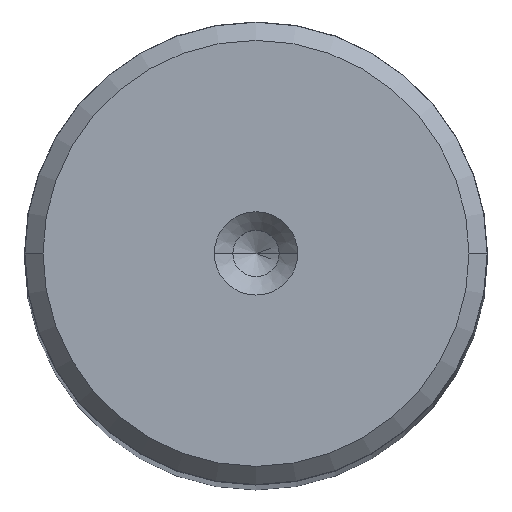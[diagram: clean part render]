
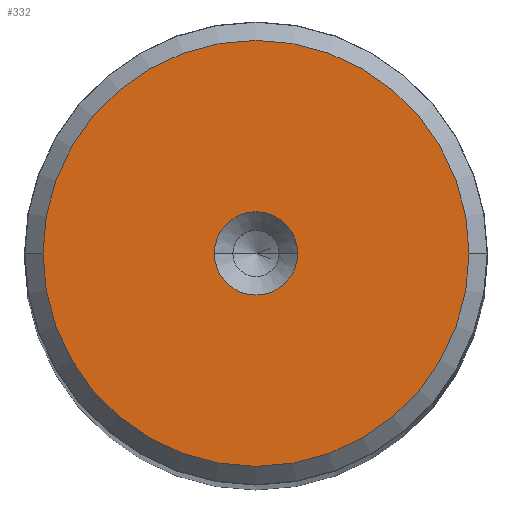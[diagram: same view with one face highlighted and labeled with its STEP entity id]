
A CAD part, top view. The second image highlights one B-rep face of the part: STEP entity #332.
In plain terms, the highlighted planar face has unit normal (0, 0, 1).
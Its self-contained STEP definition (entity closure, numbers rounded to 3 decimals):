
#45 = CARTESIAN_POINT ( 'NONE',  ( 2.25, 0., 160. ) ) ;
#59 = CARTESIAN_POINT ( 'NONE',  ( 0., 0., 160. ) ) ;
#141 = AXIS2_PLACEMENT_3D ( 'NONE', #59, #878, #273 ) ;
#159 = DIRECTION ( 'NONE',  ( 0., 0., 1. ) ) ;
#185 = DIRECTION ( 'NONE',  ( 0., 0., 1. ) ) ;
#210 = VERTEX_POINT ( 'NONE', #602 ) ;
#241 = ORIENTED_EDGE ( 'NONE', *, *, #2077, .T. ) ;
#273 = DIRECTION ( 'NONE',  ( 1., 0., 0. ) ) ;
#294 = ORIENTED_EDGE ( 'NONE', *, *, #847, .F. ) ;
#332 = ADVANCED_FACE ( 'NONE', ( #1374, #816 ), #1375, .T. ) ;
#404 = DIRECTION ( 'NONE',  ( 1., 0., 0. ) ) ;
#505 = EDGE_LOOP ( 'NONE', ( #2668, #241 ) ) ;
#602 = CARTESIAN_POINT ( 'NONE',  ( 11.509, 0., 160. ) ) ;
#623 = AXIS2_PLACEMENT_3D ( 'NONE', #1628, #159, #2221 ) ;
#816 = FACE_OUTER_BOUND ( 'NONE', #505, .T. ) ;
#846 = CIRCLE ( 'NONE', #1669, 2.25 ) ;
#847 = EDGE_CURVE ( 'NONE', #1470, #1622, #846, .T. ) ;
#872 = CIRCLE ( 'NONE', #141, 11.509 ) ;
#878 = DIRECTION ( 'NONE',  ( 0., 0., 1. ) ) ;
#881 = CARTESIAN_POINT ( 'NONE',  ( 0., 0., 160. ) ) ;
#966 = CARTESIAN_POINT ( 'NONE',  ( 0., 0., 160. ) ) ;
#984 = DIRECTION ( 'NONE',  ( 1., 0., 0. ) ) ;
#1210 = CARTESIAN_POINT ( 'NONE',  ( 0., 0., 160. ) ) ;
#1365 = CARTESIAN_POINT ( 'NONE',  ( -2.25, 0., 160. ) ) ;
#1374 = FACE_BOUND ( 'NONE', #2479, .T. ) ;
#1375 = PLANE ( 'NONE',  #623 ) ;
#1470 = VERTEX_POINT ( 'NONE', #45 ) ;
#1498 = AXIS2_PLACEMENT_3D ( 'NONE', #966, #185, #984 ) ;
#1516 = CARTESIAN_POINT ( 'NONE',  ( -11.509, 0., 160. ) ) ;
#1534 = AXIS2_PLACEMENT_3D ( 'NONE', #1210, #2256, #1795 ) ;
#1567 = VERTEX_POINT ( 'NONE', #1516 ) ;
#1622 = VERTEX_POINT ( 'NONE', #1365 ) ;
#1628 = CARTESIAN_POINT ( 'NONE',  ( 0., 0., 160. ) ) ;
#1669 = AXIS2_PLACEMENT_3D ( 'NONE', #881, #2331, #404 ) ;
#1783 = EDGE_CURVE ( 'NONE', #1567, #210, #872, .T. ) ;
#1795 = DIRECTION ( 'NONE',  ( 1., 0., 0. ) ) ;
#2006 = EDGE_CURVE ( 'NONE', #1622, #1470, #2502, .T. ) ;
#2077 = EDGE_CURVE ( 'NONE', #210, #1567, #2300, .T. ) ;
#2221 = DIRECTION ( 'NONE',  ( 1., 0., 0. ) ) ;
#2237 = ORIENTED_EDGE ( 'NONE', *, *, #2006, .F. ) ;
#2256 = DIRECTION ( 'NONE',  ( 0., 0., 1. ) ) ;
#2300 = CIRCLE ( 'NONE', #1498, 11.509 ) ;
#2331 = DIRECTION ( 'NONE',  ( 0., 0., 1. ) ) ;
#2479 = EDGE_LOOP ( 'NONE', ( #294, #2237 ) ) ;
#2502 = CIRCLE ( 'NONE', #1534, 2.25 ) ;
#2668 = ORIENTED_EDGE ( 'NONE', *, *, #1783, .T. ) ;
